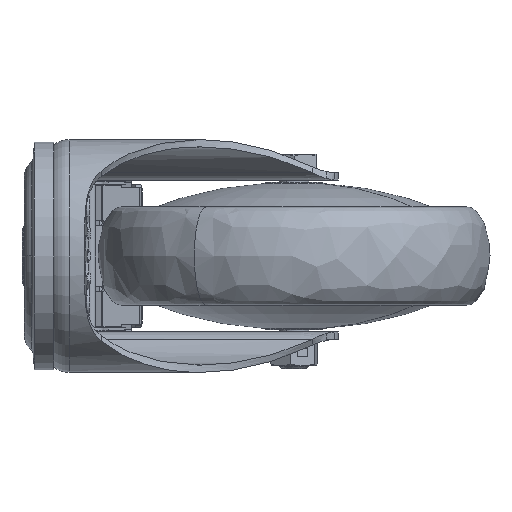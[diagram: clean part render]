
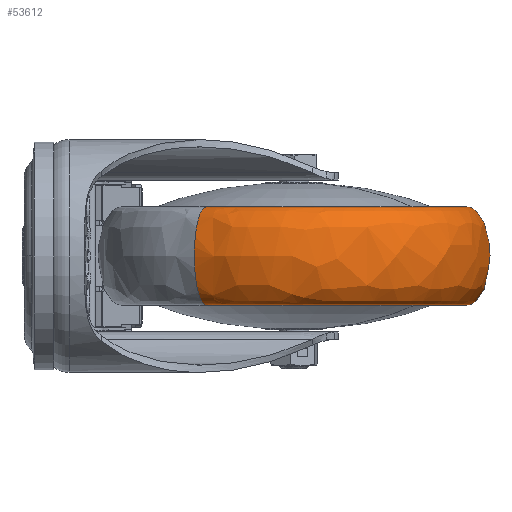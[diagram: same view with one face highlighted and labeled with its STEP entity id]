
A CAD part, left-side view. The second image highlights one B-rep face of the part: STEP entity #53612.
In plain terms, the highlighted free-form (B-spline) face has degree [3, 3] with [4, 4] control points.
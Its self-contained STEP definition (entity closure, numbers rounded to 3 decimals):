
#2226 = CARTESIAN_POINT ( 'NONE',  ( 115.688, -146.877, 20. ) ) ;
#2362 = CARTESIAN_POINT ( 'NONE',  ( 55., -111., -20. ) ) ;
#3447 = DIRECTION ( 'NONE',  ( 0., 0., 1. ) ) ;
#3562 = CARTESIAN_POINT ( 'NONE',  ( -113.137, -219.542, 20. ) ) ;
#3882 = CARTESIAN_POINT ( 'NONE',  ( 115.688, -146.877, -20. ) ) ;
#4834 = CARTESIAN_POINT ( 'NONE',  ( 132.044, -156.546, 20. ) ) ;
#5157 = EDGE_CURVE ( 'NONE', #49041, #14964, #10989, .T. ) ;
#5893 =( BOUNDED_CURVE ( )  B_SPLINE_CURVE ( 3, ( #47342, #36416, #12695, #31763 ),
 .UNSPECIFIED., .F., .F. ) 
 B_SPLINE_CURVE_WITH_KNOTS ( ( 4, 4 ),
 ( 0., 1. ),
 .UNSPECIFIED. ) 
 CURVE ( )  GEOMETRIC_REPRESENTATION_ITEM ( )  RATIONAL_B_SPLINE_CURVE ( ( 1., 0.333, 0.333, 1. ) ) 
 REPRESENTATION_ITEM ( '' )  );
#8181 = DIRECTION ( 'NONE',  ( 0.509, 0.861, 0. ) ) ;
#8292 = CARTESIAN_POINT ( 'NONE',  ( -5.688, -75.123, -20. ) ) ;
#8923 = CARTESIAN_POINT ( 'NONE',  ( 43.934, -268.254, -20. ) ) ;
#9534 = CARTESIAN_POINT ( 'NONE',  ( 40.951, -310.634, 20. ) ) ;
#10989 = CIRCLE ( 'NONE', #34848, 70.5 ) ;
#11451 = DIRECTION ( 'NONE',  ( 0., 0., 1. ) ) ;
#12368 = CARTESIAN_POINT ( 'NONE',  ( 132.044, -156.546, -20. ) ) ;
#12695 = CARTESIAN_POINT ( 'NONE',  ( -22.044, -65.454, -20. ) ) ;
#13550 = CIRCLE ( 'NONE', #51498, 70.5 ) ;
#14328 = VERTEX_POINT ( 'NONE', #2226 ) ;
#14964 = VERTEX_POINT ( 'NONE', #39381 ) ;
#16759 = DIRECTION ( 'NONE',  ( 0.509, 0.861, 0. ) ) ;
#17143 =( BOUNDED_SURFACE ( )  B_SPLINE_SURFACE ( 3, 3, ( 
 ( #56028, #33251, #17655, #18292 ),
 ( #27607, #3562, #9534, #4834 ),
 ( #56332, #61648, #18615, #60701 ),
 ( #8292, #55719, #8923, #3882 ) ),
 .UNSPECIFIED., .F., .F., .F. ) 
 B_SPLINE_SURFACE_WITH_KNOTS ( ( 4, 4 ),
 ( 4, 4 ),
 ( 0., 1. ),
 ( 0., 1. ),
 .UNSPECIFIED. ) 
 GEOMETRIC_REPRESENTATION_ITEM ( )  RATIONAL_B_SPLINE_SURFACE ( (
 ( 1., 0.333, 0.333, 1.),
 ( 0.333, 0.111, 0.111, 0.333),
 ( 0.333, 0.111, 0.111, 0.333),
 ( 1., 0.333, 0.333, 1.) ) ) 
 REPRESENTATION_ITEM ( '' )  SURFACE ( )  );
#17655 = CARTESIAN_POINT ( 'NONE',  ( 43.934, -268.254, 20. ) ) ;
#18292 = CARTESIAN_POINT ( 'NONE',  ( 115.688, -146.877, 20. ) ) ;
#18615 = CARTESIAN_POINT ( 'NONE',  ( 40.951, -310.634, -20. ) ) ;
#19605 = EDGE_LOOP ( 'NONE', ( #58792, #49270, #43074, #38708 ) ) ;
#26601 = CARTESIAN_POINT ( 'NONE',  ( 55., -111., 20. ) ) ;
#27607 = CARTESIAN_POINT ( 'NONE',  ( -22.044, -65.454, 20. ) ) ;
#31763 = CARTESIAN_POINT ( 'NONE',  ( -5.688, -75.123, -20. ) ) ;
#33251 = CARTESIAN_POINT ( 'NONE',  ( -77.443, -196.499, 20. ) ) ;
#33431 = EDGE_CURVE ( 'NONE', #51067, #49041, #5893, .T. ) ;
#34848 = AXIS2_PLACEMENT_3D ( 'NONE', #2362, #11451, #16759 ) ;
#35255 = EDGE_CURVE ( 'NONE', #14328, #14964, #59767, .T. ) ;
#35788 = EDGE_CURVE ( 'NONE', #51067, #14328, #13550, .T. ) ;
#36114 = CARTESIAN_POINT ( 'NONE',  ( 132.044, -156.546, 20. ) ) ;
#36413 = CARTESIAN_POINT ( 'NONE',  ( 115.688, -146.877, -20. ) ) ;
#36416 = CARTESIAN_POINT ( 'NONE',  ( -22.044, -65.454, 20. ) ) ;
#38708 = ORIENTED_EDGE ( 'NONE', *, *, #5157, .T. ) ;
#39381 = CARTESIAN_POINT ( 'NONE',  ( 115.688, -146.877, -20. ) ) ;
#43074 = ORIENTED_EDGE ( 'NONE', *, *, #33431, .T. ) ;
#47342 = CARTESIAN_POINT ( 'NONE',  ( -5.688, -75.123, 20. ) ) ;
#49041 = VERTEX_POINT ( 'NONE', #57209 ) ;
#49270 = ORIENTED_EDGE ( 'NONE', *, *, #35788, .F. ) ;
#51067 = VERTEX_POINT ( 'NONE', #55654 ) ;
#51498 = AXIS2_PLACEMENT_3D ( 'NONE', #26601, #3447, #8181 ) ;
#52300 = FACE_OUTER_BOUND ( 'NONE', #19605, .T. ) ;
#53612 = ADVANCED_FACE ( 'NONE', ( #52300 ), #17143, .T. ) ;
#55654 = CARTESIAN_POINT ( 'NONE',  ( -5.688, -75.123, 20. ) ) ;
#55719 = CARTESIAN_POINT ( 'NONE',  ( -77.443, -196.499, -20. ) ) ;
#56028 = CARTESIAN_POINT ( 'NONE',  ( -5.688, -75.123, 20. ) ) ;
#56332 = CARTESIAN_POINT ( 'NONE',  ( -22.044, -65.454, -20. ) ) ;
#57209 = CARTESIAN_POINT ( 'NONE',  ( -5.688, -75.123, -20. ) ) ;
#58792 = ORIENTED_EDGE ( 'NONE', *, *, #35255, .F. ) ;
#59767 =( BOUNDED_CURVE ( )  B_SPLINE_CURVE ( 3, ( #59811, #36114, #12368, #36413 ),
 .UNSPECIFIED., .F., .F. ) 
 B_SPLINE_CURVE_WITH_KNOTS ( ( 4, 4 ),
 ( 0., 1. ),
 .UNSPECIFIED. ) 
 CURVE ( )  GEOMETRIC_REPRESENTATION_ITEM ( )  RATIONAL_B_SPLINE_CURVE ( ( 1., 0.333, 0.333, 1. ) ) 
 REPRESENTATION_ITEM ( '' )  );
#59811 = CARTESIAN_POINT ( 'NONE',  ( 115.688, -146.877, 20. ) ) ;
#60701 = CARTESIAN_POINT ( 'NONE',  ( 132.044, -156.546, -20. ) ) ;
#61648 = CARTESIAN_POINT ( 'NONE',  ( -113.137, -219.542, -20. ) ) ;
